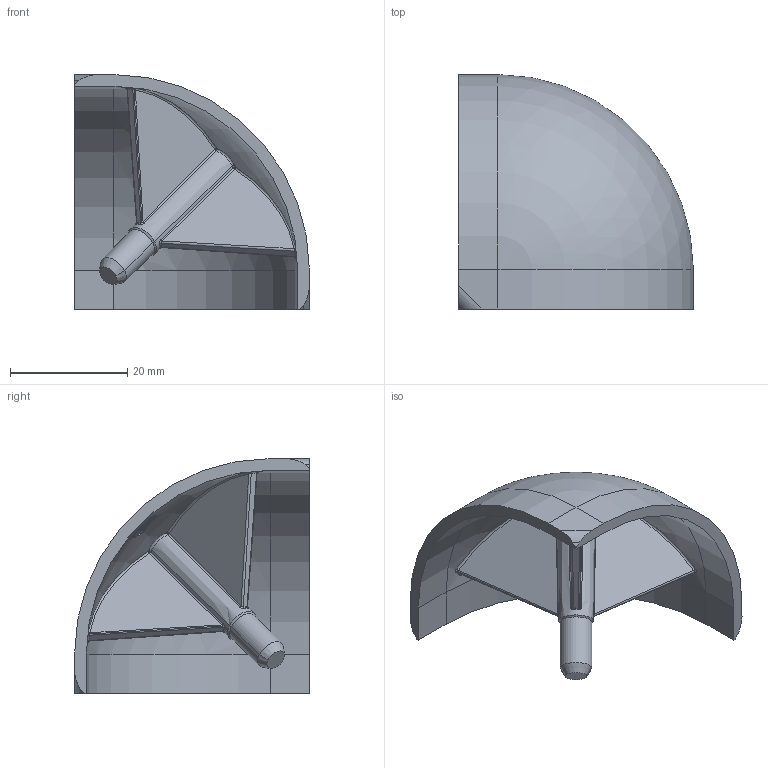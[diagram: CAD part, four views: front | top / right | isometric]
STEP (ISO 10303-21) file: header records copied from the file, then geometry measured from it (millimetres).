
FILE_DESCRIPTION (( 'STEP AP203' ), '1' );
FILE_NAME ('093WEA405B.step', '2016-01-04T14:43:15', ( '' ), ( '' ), 'SwSTEP 2.0', 'SolidWorks 2015', '' );
FILE_SCHEMA (( 'CONFIG_CONTROL_DESIGN' ));
Length unit declared in the file: millimetre
Products named in the file (1): 093WEA405B
Bounding box: 40 x 40 x 40 mm (x, y, z)
Volume: 7916.6 mm3; surface area: 7876.7 mm2
Topology: 1 solids, 1 shells, 207 faces, 549 edges, 347 vertices
Faces by surface type: plane 120, bspline 26, cylinder 24, sphere 18, torus 13, cone 6
Entity records: 7163 total; most frequent: CARTESIAN_POINT 1982, DIRECTION 1136, ORIENTED_EDGE 1082, EDGE_CURVE 541, AXIS2_PLACEMENT_3D 485, VERTEX_POINT 343, CIRCLE 303, EDGE_LOOP 214
